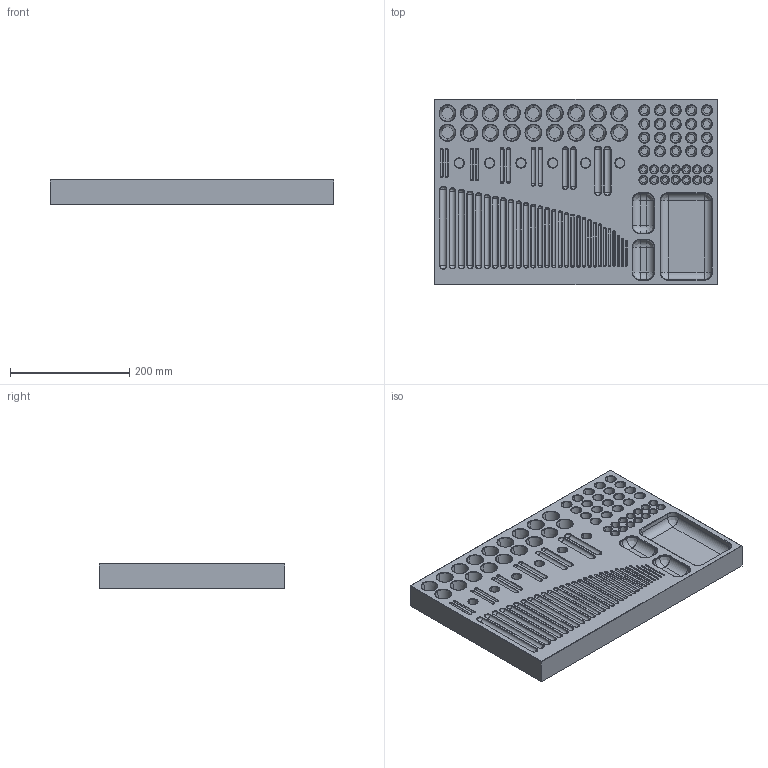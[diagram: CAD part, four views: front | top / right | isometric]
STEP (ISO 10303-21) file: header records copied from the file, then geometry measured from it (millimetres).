
FILE_DESCRIPTION(('FreeCAD Model'),'2;1');
FILE_NAME('Open CASCADE Shape Model','2025-04-17T12:13:19',('FreeCAD'),( 'FreeCAD'),'Open CASCADE STEP processor 7.6','FreeCAD','Unknown');
FILE_SCHEMA(('AUTOMOTIVE_DESIGN { 1 0 10303 214 1 1 1 1 }'));
Products named in the file (1): Open CASCADE STEP translator 7.6 1
Bounding box: 476.2 x 312.26 x 41.63 mm (x, y, z)
Surface area: 439321.7 mm2 (no closed solid volume)
Topology: 0 solids, 662 shells, 662 faces, 6316 edges, 6804 vertices
Faces by surface type: bspline 662
Entity records: 59913 total; most frequent: CARTESIAN_POINT 33169, ORIENTED_EDGE 5754, EDGE_CURVE 5754, VERTEX_POINT 5754, B_SPLINE_CURVE_WITH_KNOTS 5085, FACE_BOUND 764, EDGE_LOOP 764, SHELL_BASED_SURFACE_MODEL 662
